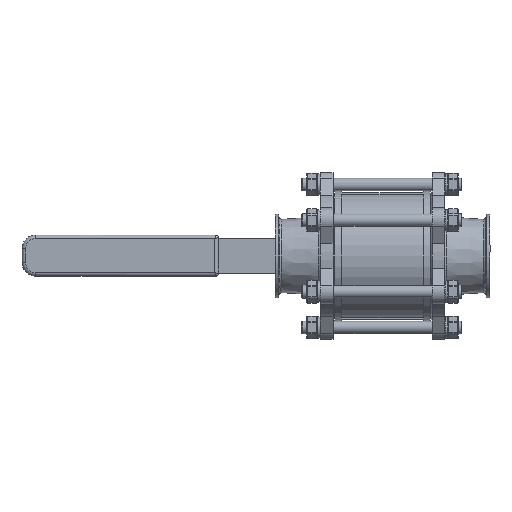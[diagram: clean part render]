
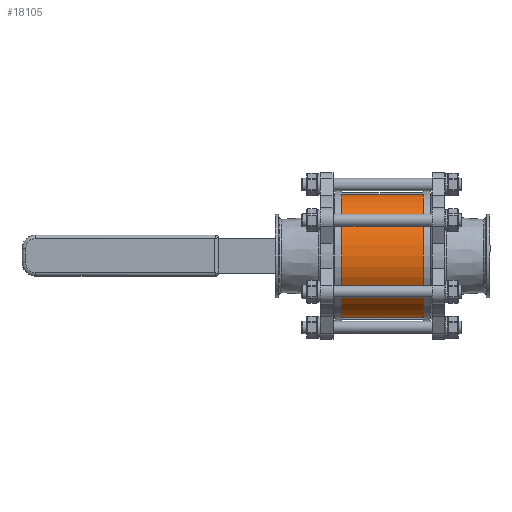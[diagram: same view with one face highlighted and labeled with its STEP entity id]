
A CAD part, front view. The second image highlights one B-rep face of the part: STEP entity #18105.
In plain terms, the highlighted cylindrical face has radius 57.944 mm (diameter 115.887 mm), a partial arc.
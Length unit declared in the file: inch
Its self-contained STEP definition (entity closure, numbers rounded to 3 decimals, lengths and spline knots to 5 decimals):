
#1911=CYLINDRICAL_SURFACE('',#19222,2.28125);
#2042=CIRCLE('',#19220,2.28125);
#2044=CIRCLE('',#19223,2.28125);
#2633=FACE_OUTER_BOUND('',#3686,.T.);
#3686=EDGE_LOOP('',(#14146,#14147,#14148,#14149));
#5045=LINE('',#28230,#6769);
#5049=LINE('',#28240,#6773);
#6769=VECTOR('',#21258,0.3937);
#6773=VECTOR('',#21266,0.3937);
#8496=VERTEX_POINT('',#28228);
#8497=VERTEX_POINT('',#28229);
#8500=VERTEX_POINT('',#28238);
#8501=VERTEX_POINT('',#28239);
#10516=EDGE_CURVE('',#8496,#8497,#5045,.T.);
#10520=EDGE_CURVE('',#8500,#8501,#5049,.T.);
#10527=EDGE_CURVE('',#8497,#8500,#2042,.T.);
#10529=EDGE_CURVE('',#8496,#8501,#2044,.T.);
#14146=ORIENTED_EDGE('',*,*,#10520,.T.);
#14147=ORIENTED_EDGE('',*,*,#10529,.F.);
#14148=ORIENTED_EDGE('',*,*,#10516,.T.);
#14149=ORIENTED_EDGE('',*,*,#10527,.T.);
#18105=ADVANCED_FACE('',(#2633),#1911,.T.);
#19220=AXIS2_PLACEMENT_3D('',#28251,#21279,#21280);
#19222=AXIS2_PLACEMENT_3D('',#28253,#21283,#21284);
#19223=AXIS2_PLACEMENT_3D('',#28254,#21285,#21286);
#21258=DIRECTION('',(-1.,0.,0.));
#21266=DIRECTION('',(1.,0.,0.));
#21279=DIRECTION('center_axis',(1.,0.,0.));
#21280=DIRECTION('ref_axis',(0.,1.,0.));
#21283=DIRECTION('center_axis',(1.,0.,0.));
#21284=DIRECTION('ref_axis',(0.,-1.,0.));
#21285=DIRECTION('center_axis',(1.,0.,0.));
#21286=DIRECTION('ref_axis',(0.,1.,0.));
#28228=CARTESIAN_POINT('',(2.39833,-0.10222,2.2389));
#28229=CARTESIAN_POINT('',(-0.57042,-0.10222,2.2389));
#28230=CARTESIAN_POINT('',(0.91395,-0.10222,2.2389));
#28238=CARTESIAN_POINT('',(-0.57042,-0.10222,-2.2389));
#28239=CARTESIAN_POINT('',(2.39833,-0.10222,-2.2389));
#28240=CARTESIAN_POINT('',(0.91395,-0.10222,-2.2389));
#28251=CARTESIAN_POINT('Origin',(-0.57042,0.33528,0.));
#28253=CARTESIAN_POINT('Origin',(0.91395,0.33528,0.));
#28254=CARTESIAN_POINT('Origin',(2.39833,0.33528,0.));
